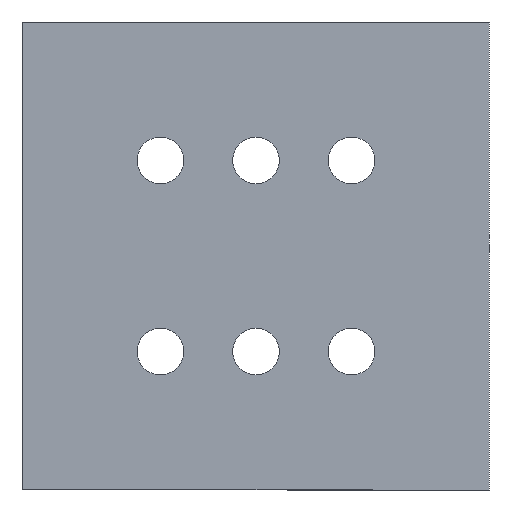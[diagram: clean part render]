
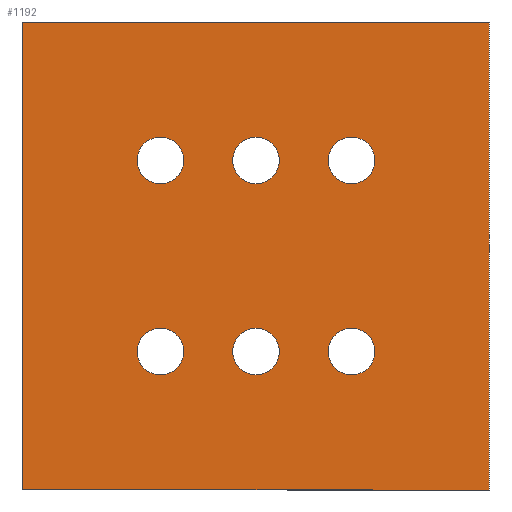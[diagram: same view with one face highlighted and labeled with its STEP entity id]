
A CAD part, left-side view. The second image highlights one B-rep face of the part: STEP entity #1192.
In plain terms, the highlighted planar face has unit normal (-1, 0, 0).
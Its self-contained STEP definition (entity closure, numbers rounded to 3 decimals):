
#15=FACE_BOUND('',#333,.T.);
#16=FACE_BOUND('',#334,.T.);
#17=FACE_BOUND('',#335,.T.);
#18=FACE_BOUND('',#336,.T.);
#19=FACE_BOUND('',#337,.T.);
#20=FACE_BOUND('',#338,.T.);
#38=PLANE('',#1321);
#90=LINE('',#1992,#185);
#93=LINE('',#2002,#188);
#97=LINE('',#2010,#192);
#98=LINE('',#2011,#193);
#185=VECTOR('',#1545,1000.);
#188=VECTOR('',#1552,1000.);
#192=VECTOR('',#1560,1000.);
#193=VECTOR('',#1561,1000.);
#275=FACE_OUTER_BOUND('',#332,.T.);
#332=EDGE_LOOP('',(#899,#900,#901,#902));
#333=EDGE_LOOP('',(#903,#904));
#334=EDGE_LOOP('',(#905,#906));
#335=EDGE_LOOP('',(#907,#908));
#336=EDGE_LOOP('',(#909,#910));
#337=EDGE_LOOP('',(#911,#912));
#338=EDGE_LOOP('',(#913,#914));
#391=CIRCLE('',#1254,3.05);
#392=CIRCLE('',#1255,3.05);
#395=CIRCLE('',#1259,3.05);
#396=CIRCLE('',#1260,3.05);
#399=CIRCLE('',#1264,3.05);
#400=CIRCLE('',#1265,3.05);
#403=CIRCLE('',#1269,3.05);
#404=CIRCLE('',#1270,3.05);
#407=CIRCLE('',#1274,3.05);
#408=CIRCLE('',#1275,3.05);
#411=CIRCLE('',#1279,3.05);
#412=CIRCLE('',#1280,3.05);
#484=VERTEX_POINT('',#1793);
#485=VERTEX_POINT('',#1795);
#488=VERTEX_POINT('',#1803);
#489=VERTEX_POINT('',#1805);
#492=VERTEX_POINT('',#1813);
#493=VERTEX_POINT('',#1815);
#496=VERTEX_POINT('',#1823);
#497=VERTEX_POINT('',#1825);
#500=VERTEX_POINT('',#1833);
#501=VERTEX_POINT('',#1835);
#504=VERTEX_POINT('',#1843);
#505=VERTEX_POINT('',#1845);
#539=VERTEX_POINT('',#1982);
#542=VERTEX_POINT('',#1990);
#546=VERTEX_POINT('',#1999);
#547=VERTEX_POINT('',#2001);
#610=EDGE_CURVE('',#484,#485,#391,.T.);
#611=EDGE_CURVE('',#485,#484,#392,.T.);
#615=EDGE_CURVE('',#488,#489,#395,.T.);
#616=EDGE_CURVE('',#489,#488,#396,.T.);
#620=EDGE_CURVE('',#492,#493,#399,.T.);
#621=EDGE_CURVE('',#493,#492,#400,.T.);
#625=EDGE_CURVE('',#496,#497,#403,.T.);
#626=EDGE_CURVE('',#497,#496,#404,.T.);
#630=EDGE_CURVE('',#500,#501,#407,.T.);
#631=EDGE_CURVE('',#501,#500,#408,.T.);
#635=EDGE_CURVE('',#504,#505,#411,.T.);
#636=EDGE_CURVE('',#505,#504,#412,.T.);
#686=EDGE_CURVE('',#542,#539,#90,.T.);
#690=EDGE_CURVE('',#547,#546,#93,.T.);
#695=EDGE_CURVE('',#547,#542,#97,.T.);
#696=EDGE_CURVE('',#546,#539,#98,.T.);
#899=ORIENTED_EDGE('',*,*,#695,.F.);
#900=ORIENTED_EDGE('',*,*,#690,.T.);
#901=ORIENTED_EDGE('',*,*,#696,.T.);
#902=ORIENTED_EDGE('',*,*,#686,.F.);
#903=ORIENTED_EDGE('',*,*,#636,.F.);
#904=ORIENTED_EDGE('',*,*,#635,.F.);
#905=ORIENTED_EDGE('',*,*,#631,.F.);
#906=ORIENTED_EDGE('',*,*,#630,.F.);
#907=ORIENTED_EDGE('',*,*,#626,.F.);
#908=ORIENTED_EDGE('',*,*,#625,.F.);
#909=ORIENTED_EDGE('',*,*,#621,.F.);
#910=ORIENTED_EDGE('',*,*,#620,.F.);
#911=ORIENTED_EDGE('',*,*,#616,.F.);
#912=ORIENTED_EDGE('',*,*,#615,.F.);
#913=ORIENTED_EDGE('',*,*,#611,.F.);
#914=ORIENTED_EDGE('',*,*,#610,.F.);
#1192=ADVANCED_FACE('',(#275,#15,#16,#17,#18,#19,#20),#38,.F.);
#1254=AXIS2_PLACEMENT_3D('',#1796,#1392,#1393);
#1255=AXIS2_PLACEMENT_3D('',#1797,#1394,#1395);
#1259=AXIS2_PLACEMENT_3D('',#1806,#1403,#1404);
#1260=AXIS2_PLACEMENT_3D('',#1807,#1405,#1406);
#1264=AXIS2_PLACEMENT_3D('',#1816,#1414,#1415);
#1265=AXIS2_PLACEMENT_3D('',#1817,#1416,#1417);
#1269=AXIS2_PLACEMENT_3D('',#1826,#1425,#1426);
#1270=AXIS2_PLACEMENT_3D('',#1827,#1427,#1428);
#1274=AXIS2_PLACEMENT_3D('',#1836,#1436,#1437);
#1275=AXIS2_PLACEMENT_3D('',#1837,#1438,#1439);
#1279=AXIS2_PLACEMENT_3D('',#1846,#1447,#1448);
#1280=AXIS2_PLACEMENT_3D('',#1847,#1449,#1450);
#1321=AXIS2_PLACEMENT_3D('',#2009,#1558,#1559);
#1392=DIRECTION('center_axis',(-1.,0.,0.));
#1393=DIRECTION('ref_axis',(0.,0.,
-1.));
#1394=DIRECTION('center_axis',(-1.,0.,0.));
#1395=DIRECTION('ref_axis',(0.,0.,
-1.));
#1403=DIRECTION('center_axis',(-1.,0.,0.));
#1404=DIRECTION('ref_axis',(0.,0.,1.));
#1405=DIRECTION('center_axis',(-1.,0.,0.));
#1406=DIRECTION('ref_axis',(0.,0.,1.));
#1414=DIRECTION('center_axis',(-1.,0.,0.));
#1415=DIRECTION('ref_axis',(0.,0.,
-1.));
#1416=DIRECTION('center_axis',(-1.,0.,0.));
#1417=DIRECTION('ref_axis',(0.,0.,
-1.));
#1425=DIRECTION('center_axis',(-1.,0.,0.));
#1426=DIRECTION('ref_axis',(0.,0.,1.));
#1427=DIRECTION('center_axis',(-1.,0.,0.));
#1428=DIRECTION('ref_axis',(0.,0.,1.));
#1436=DIRECTION('center_axis',(-1.,0.,0.));
#1437=DIRECTION('ref_axis',(0.,0.,
1.));
#1438=DIRECTION('center_axis',(-1.,0.,0.));
#1439=DIRECTION('ref_axis',(0.,0.,
1.));
#1447=DIRECTION('center_axis',(-1.,0.,0.));
#1448=DIRECTION('ref_axis',(0.,0.,
1.));
#1449=DIRECTION('center_axis',(-1.,0.,0.));
#1450=DIRECTION('ref_axis',(0.,0.,
1.));
#1545=DIRECTION('',(0.,-1.,0.));
#1552=DIRECTION('',(0.,-1.,0.));
#1558=DIRECTION('center_axis',(1.,0.,0.));
#1559=DIRECTION('ref_axis',(0.,0.,-1.));
#1560=DIRECTION('',(0.,0.,1.));
#1561=DIRECTION('',(0.,0.,1.));
#1793=CARTESIAN_POINT('',(-43.56,23.464,44.382));
#1795=CARTESIAN_POINT('',(-43.56,23.464,50.482));
#1796=CARTESIAN_POINT('Origin',(-43.56,23.464,47.432));
#1797=CARTESIAN_POINT('Origin',(-43.56,23.464,47.432));
#1803=CARTESIAN_POINT('',(-43.56,35.964,44.382));
#1805=CARTESIAN_POINT('',(-43.56,35.964,50.482));
#1806=CARTESIAN_POINT('Origin',(-43.56,35.964,47.432));
#1807=CARTESIAN_POINT('Origin',(-43.56,35.964,47.432));
#1813=CARTESIAN_POINT('',(-43.56,48.464,44.382));
#1815=CARTESIAN_POINT('',(-43.56,48.464,50.482));
#1816=CARTESIAN_POINT('Origin',(-43.56,48.464,47.432));
#1817=CARTESIAN_POINT('Origin',(-43.56,48.464,47.432));
#1823=CARTESIAN_POINT('',(-43.56,48.464,19.382));
#1825=CARTESIAN_POINT('',(-43.56,48.464,25.482));
#1826=CARTESIAN_POINT('Origin',(-43.56,48.464,22.432));
#1827=CARTESIAN_POINT('Origin',(-43.56,48.464,22.432));
#1833=CARTESIAN_POINT('',(-43.56,35.964,19.382));
#1835=CARTESIAN_POINT('',(-43.56,35.964,25.482));
#1836=CARTESIAN_POINT('Origin',(-43.56,35.964,22.432));
#1837=CARTESIAN_POINT('Origin',(-43.56,35.964,22.432));
#1843=CARTESIAN_POINT('',(-43.56,23.464,19.382));
#1845=CARTESIAN_POINT('',(-43.56,23.464,25.482));
#1846=CARTESIAN_POINT('Origin',(-43.56,23.464,22.432));
#1847=CARTESIAN_POINT('Origin',(-43.56,23.464,22.432));
#1982=CARTESIAN_POINT('',(-43.56,5.484,65.532));
#1990=CARTESIAN_POINT('',(-43.56,66.444,65.532));
#1992=CARTESIAN_POINT('',(-43.56,70.484,65.532));
#1999=CARTESIAN_POINT('',(-43.56,5.484,4.332));
#2001=CARTESIAN_POINT('',(-43.56,66.444,4.332));
#2002=CARTESIAN_POINT('',(-43.56,70.484,4.332));
#2009=CARTESIAN_POINT('Origin',(-43.56,0.,
0.));
#2010=CARTESIAN_POINT('',(-43.56,66.444,4.332));
#2011=CARTESIAN_POINT('',(-43.56,5.484,4.332));
